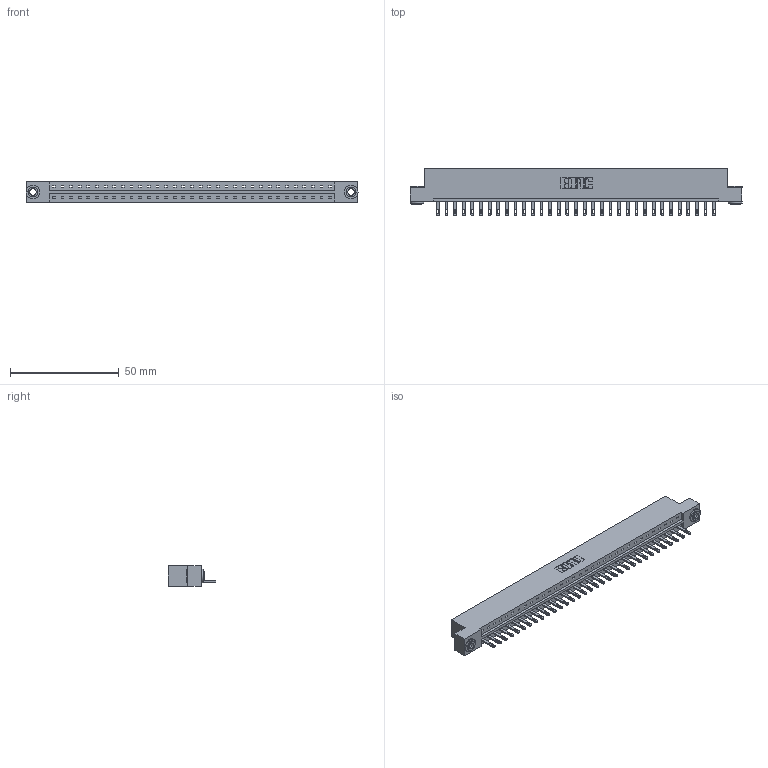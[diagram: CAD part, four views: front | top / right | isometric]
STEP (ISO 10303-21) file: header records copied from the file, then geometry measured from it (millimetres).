
FILE_DESCRIPTION (( 'STEP AP203' ), '1' );
FILE_NAME ('833-033-500-103.STEP', '2020-06-02T19:38:35', ( '' ), ( '' ), 'SwSTEP 2.0', 'SolidWorks 2020', '' );
FILE_SCHEMA (( 'CONFIG_CONTROL_DESIGN' ));
Length unit declared in the file: inch
Products named in the file (4): 833-033-500-103; 345-292-001_345-293-100; 833 Part_Flush - .156 Dia - TH; 345-250-002_345-250-002-102
Assembly tree (36 placements, depth 2):
  833-033-500-103
    833 Part_Flush - .156 Dia - TH
    345-292-001_345-293-100  x33
    345-250-002_345-250-002-102  x2
Bounding box: 152.3 x 21.85 x 9.4 mm (x, y, z)
Volume: 15287.9 mm3; surface area: 16790.1 mm2
Topology: 36 solids, 36 shells, 1934 faces, 5931 edges, 3950 vertices
Faces by surface type: plane 1268, cylinder 658, cone 8
Entity records: 21918 total; most frequent: CARTESIAN_POINT 3760, ORIENTED_EDGE 3722, DIRECTION 3225, EDGE_CURVE 1861, LINE 1705, VECTOR 1705, VERTEX_POINT 1238, AXIS2_PLACEMENT_3D 760
